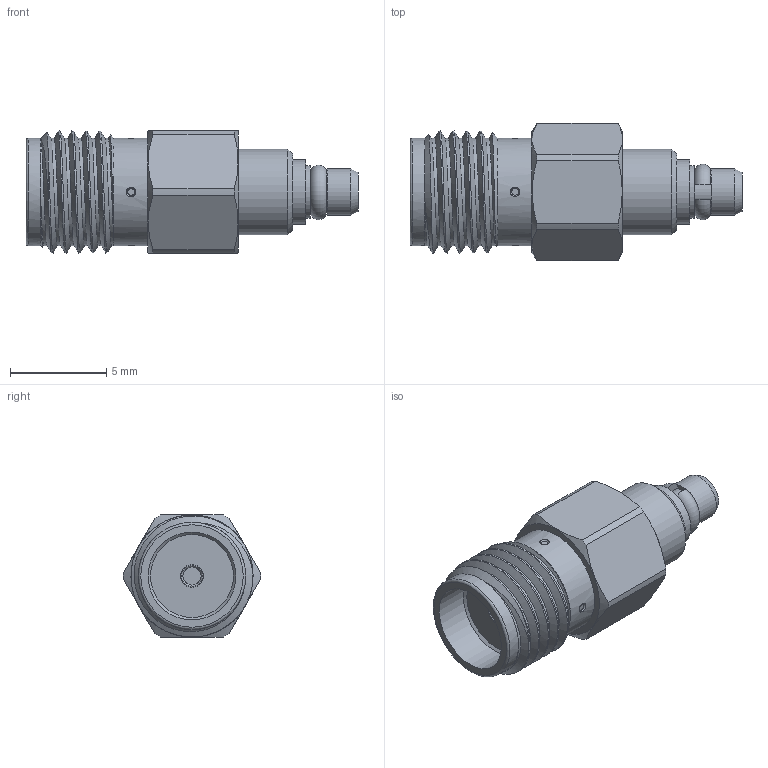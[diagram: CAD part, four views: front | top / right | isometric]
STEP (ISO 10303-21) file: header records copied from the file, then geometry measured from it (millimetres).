
FILE_DESCRIPTION (( 'STEP AP203' ), '1' );
FILE_NAME ('PE9475_3D.step', '2022-01-20T22:15:16', ( '' ), ( '' ), 'SwSTEP 2.0', 'SolidWorks 2021', '' );
FILE_SCHEMA (( 'CONFIG_CONTROL_DESIGN' ));
Length unit declared in the file: inch
Products named in the file (1): PE9475_3D
Bounding box: 17.27 x 7.14 x 6.35 mm (x, y, z)
Volume: 356.2 mm3; surface area: 453.4 mm2
Topology: 2 solids, 2 shells, 76 faces, 169 edges, 111 vertices
Faces by surface type: plane 35, cylinder 21, cone 15, bspline 3, torus 2
Full cylindrical faces by diameter (mm): 0.42 x1, 0.94 x1, 1.194 x1, 1.362 x1, 1.62 x1, 1.969 x1, 2.4 x1, 2.73 x1, 3.343 x1, 4.47 x1, 4.572 x1, 5.582 x2
Entity records: 3934 total; most frequent: CARTESIAN_POINT 2374, DIRECTION 304, ORIENTED_EDGE 262, AXIS2_PLACEMENT_3D 135, EDGE_CURVE 131, EDGE_LOOP 116, VERTEX_POINT 99, FACE_OUTER_BOUND 90
